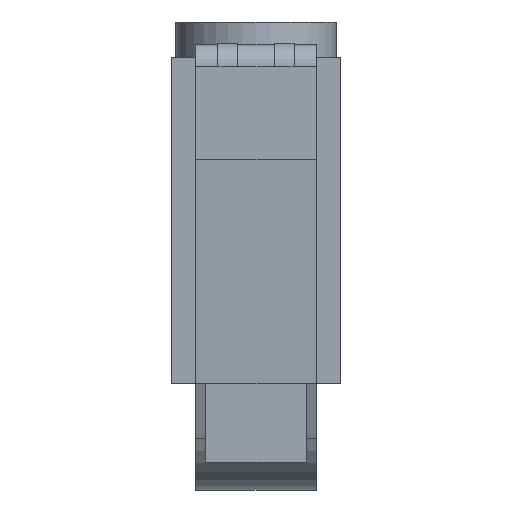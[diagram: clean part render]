
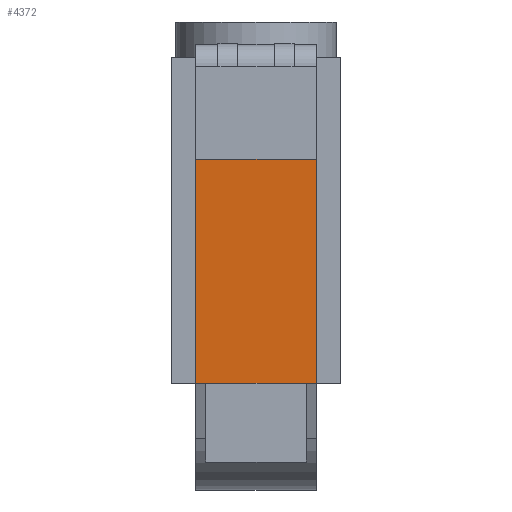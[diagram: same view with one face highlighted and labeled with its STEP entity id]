
A CAD part, left-side view. The second image highlights one B-rep face of the part: STEP entity #4372.
In plain terms, the highlighted planar face has unit normal (-0.998, 0, -0.06).
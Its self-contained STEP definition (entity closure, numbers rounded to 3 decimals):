
#1300=CARTESIAN_POINT('',(-131.7,-6.75,0.7));
#1301=VERTEX_POINT('',#1300);
#1308=CARTESIAN_POINT('',(-131.7,-5.6,0.7));
#1309=VERTEX_POINT('',#1308);
#1310=CARTESIAN_POINT('',(-131.7,-6.75,0.7));
#1311=DIRECTION('',(0.0,1.0,0.0));
#1312=VECTOR('',#1311,1.15);
#1313=LINE('',#1310,#1312);
#1314=EDGE_CURVE('',#1301,#1309,#1313,.T.);
#1332=CARTESIAN_POINT('',(-131.7,5.6,0.7));
#1333=VERTEX_POINT('',#1332);
#1340=CARTESIAN_POINT('',(-131.7,6.75,0.7));
#1341=VERTEX_POINT('',#1340);
#1342=CARTESIAN_POINT('',(-131.7,5.6,0.7));
#1343=DIRECTION('',(0.0,1.0,0.0));
#1344=VECTOR('',#1343,1.15);
#1345=LINE('',#1342,#1344);
#1346=EDGE_CURVE('',#1333,#1341,#1345,.T.);
#3960=CARTESIAN_POINT('',(-131.7,-5.6,0.7));
#3961=DIRECTION('',(0.0,1.0,0.0));
#3962=VECTOR('',#3961,11.2);
#3963=LINE('',#3960,#3962);
#3964=EDGE_CURVE('',#1309,#1333,#3963,.T.);
#4252=CARTESIAN_POINT('',(-133.2,-6.75,25.7));
#4253=VERTEX_POINT('',#4252);
#4260=CARTESIAN_POINT('',(-131.7,-6.75,0.7));
#4261=DIRECTION('',(-0.06,0.0,0.998));
#4262=VECTOR('',#4261,25.045);
#4263=LINE('',#4260,#4262);
#4264=EDGE_CURVE('',#1301,#4253,#4263,.T.);
#4331=CARTESIAN_POINT('',(-133.2,6.75,25.7));
#4332=VERTEX_POINT('',#4331);
#4339=CARTESIAN_POINT('',(-133.2,-6.75,25.7));
#4340=DIRECTION('',(0.0,1.0,0.0));
#4341=VECTOR('',#4340,13.5);
#4342=LINE('',#4339,#4341);
#4343=EDGE_CURVE('',#4253,#4332,#4342,.T.);
#4354=CARTESIAN_POINT('',(-133.2,0.0,25.7));
#4355=DIRECTION('',(-0.998,0.0,-0.06));
#4356=DIRECTION('',(-0.06,0.0,0.998));
#4357=AXIS2_PLACEMENT_3D('',#4354,#4355,#4356);
#4358=PLANE('',#4357);
#4359=CARTESIAN_POINT('',(-133.2,6.75,25.7));
#4360=DIRECTION('',(0.06,0.0,-0.998));
#4361=VECTOR('',#4360,25.045);
#4362=LINE('',#4359,#4361);
#4363=EDGE_CURVE('',#4332,#1341,#4362,.T.);
#4364=ORIENTED_EDGE('',*,*,#4363,.T.);
#4365=ORIENTED_EDGE('',*,*,#1346,.F.);
#4366=ORIENTED_EDGE('',*,*,#3964,.F.);
#4367=ORIENTED_EDGE('',*,*,#1314,.F.);
#4368=ORIENTED_EDGE('',*,*,#4264,.T.);
#4369=ORIENTED_EDGE('',*,*,#4343,.T.);
#4370=EDGE_LOOP('',(#4364,#4365,#4366,#4367,#4368,#4369));
#4371=FACE_OUTER_BOUND('',#4370,.T.);
#4372=ADVANCED_FACE('',(#4371),#4358,.T.);
